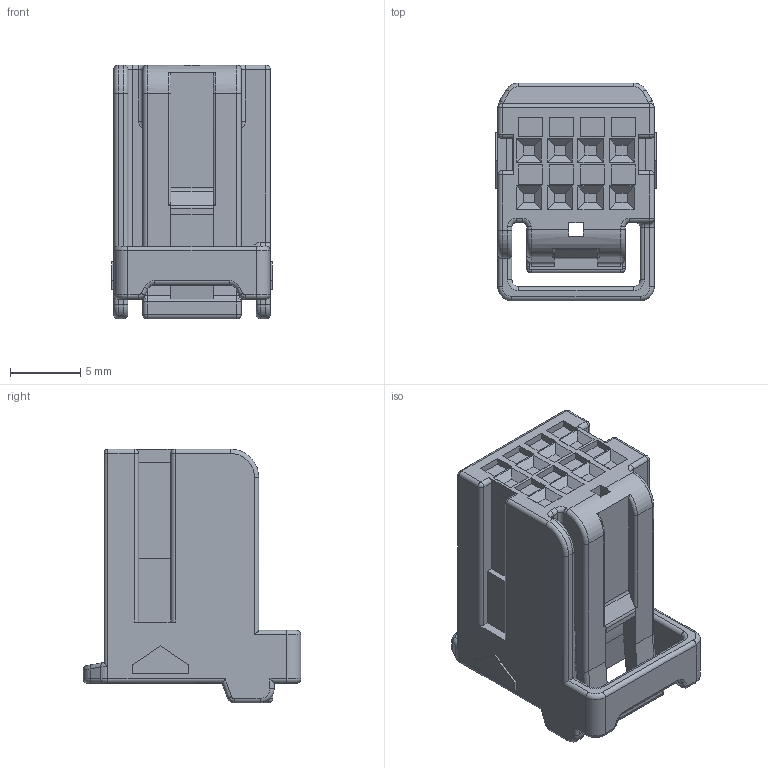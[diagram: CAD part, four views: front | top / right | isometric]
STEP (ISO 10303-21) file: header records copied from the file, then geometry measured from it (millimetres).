
FILE_DESCRIPTION((''),'2;1');
FILE_NAME('025II_8F_HSG_VER01','2023-01-04T09:17:49',('jhryu'),(''),'CREO PARAMETRIC BY PTC INC, 2017380','CREO PARAMETRIC BY PTC INC, 2017380','');
FILE_SCHEMA(('CONFIG_CONTROL_DESIGN'));
Length unit declared in the file: millimetre
Products named in the file (1): 025II_8F_HSG_VER01
Bounding box: 11.43 x 15.5 x 18.05 mm (x, y, z)
Volume: 1738.7 mm3; surface area: 1525.2 mm2
Topology: 1 solids, 1 shells, 929 faces, 2432 edges, 1551 vertices
Faces by surface type: plane 697, cylinder 155, torus 41, bspline 24, sphere 9, cone 2, extrusion 1
Entity records: 28824 total; most frequent: CARTESIAN_POINT 5896, ORIENTED_EDGE 4860, DIRECTION 4526, EDGE_CURVE 2430, VECTOR 2042, LINE 2041, VERTEX_POINT 1551, AXIS2_PLACEMENT_3D 1242
